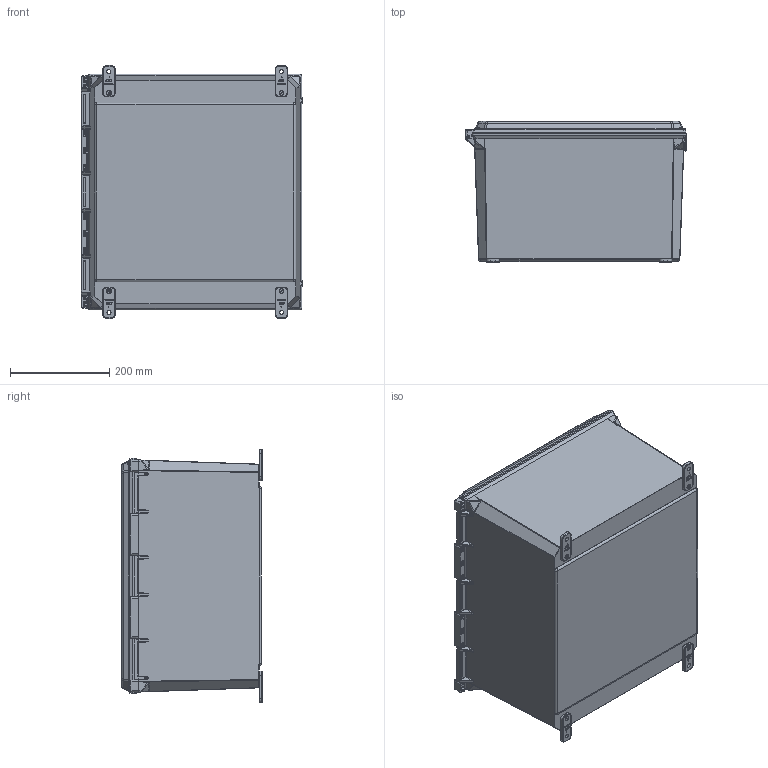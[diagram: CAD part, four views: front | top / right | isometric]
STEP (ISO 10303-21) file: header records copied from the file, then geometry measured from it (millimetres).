
FILE_DESCRIPTION (( 'STEP AP203' ), '1' );
FILE_NAME ('AMU1860.step', '2014-05-02T11:57:58', ( '' ), ( '' ), 'SwSTEP 2.0', 'SolidWorks 2014', '' );
FILE_SCHEMA (( 'CONFIG_CONTROL_DESIGN' ));
Length unit declared in the file: inch
Products named in the file (9): 55-103275316_PreviewCfg; 2428001; 55-103212; 70-60826-1; 55-1032516_PreviewCfg; AMU1860; 2416001_box; 2418001_part; 70-006ORING
Assembly tree (23 placements, depth 2):
  AMU1860
    2416001_box
    2418001_part
    70-006ORING  x4
    55-103275316_PreviewCfg  x4
    2428001  x4
    55-103212  x4
    70-60826-1
    55-1032516_PreviewCfg  x4
Bounding box: 447.16 x 284.66 x 511.15 mm (x, y, z)
Volume: 4332378.3 mm3; surface area: 2115647 mm2
Topology: 23 solids, 23 shells, 3775 faces, 9432 edges, 5992 vertices
Faces by surface type: plane 2004, bspline 700, cylinder 663, cone 186, torus 146, sphere 76
Entity records: 116809 total; most frequent: CARTESIAN_POINT 48607, ORIENTED_EDGE 15024, DIRECTION 11889, EDGE_CURVE 7512, VERTEX_POINT 4756, VECTOR 4679, LINE 4679, AXIS2_PLACEMENT_3D 3605
